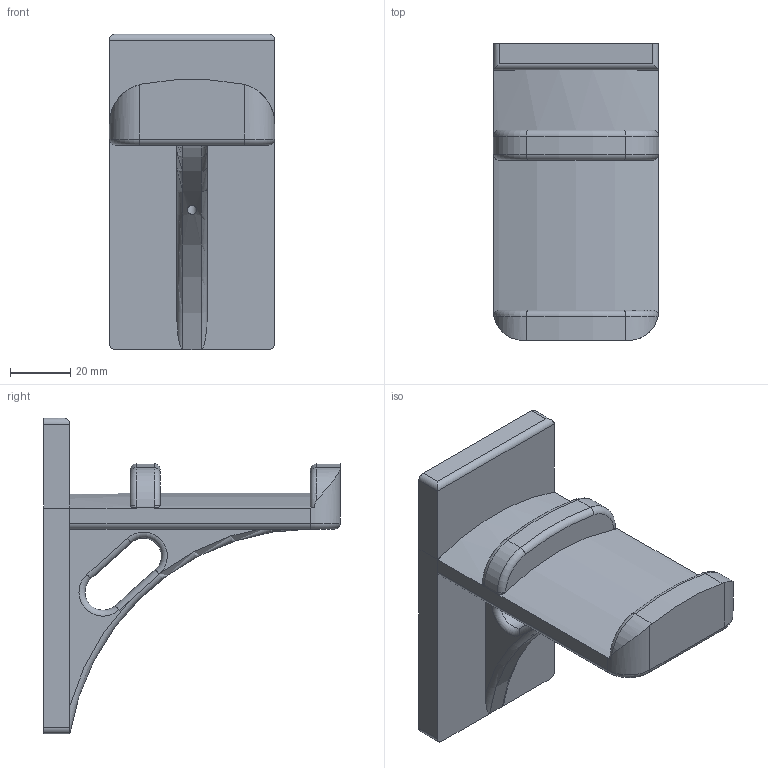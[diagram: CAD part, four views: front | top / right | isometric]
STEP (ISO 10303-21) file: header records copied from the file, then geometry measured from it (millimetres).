
FILE_DESCRIPTION(/* description */ (''),/* implementation_level */ '2;1');
FILE_NAME(/* name */ 'Headphone Mount.step',/* time_stamp */ '2020-09-16T17:49:46-07:00',/* author */ (''),/* organization */ (''),/* preprocessor_version */ 'ST-DEVELOPER v18.1',/* originating_system */ 'Autodesk Translation Framework v9.3.0.1241',/* authorisation */ '');
FILE_SCHEMA (('AUTOMOTIVE_DESIGN { 1 0 10303 214 3 1 1 }'));
Length unit declared in the file: millimetre
Products named in the file (2): Headphone Mount 2; Mount
Assembly tree (1 placements, depth 2):
  Headphone Mount 2
    Mount
Bounding box: 55 x 98.75 x 105 mm (x, y, z)
Volume: 105753.8 mm3; surface area: 35710 mm2
Topology: 2 solids, 2 shells, 97 faces, 242 edges, 149 vertices
Faces by surface type: plane 41, cylinder 35, torus 21
Full cylindrical faces by diameter (mm): 3.2 x3, 4.4 x1, 6 x1
Entity records: 3118 total; most frequent: CARTESIAN_POINT 724, DIRECTION 510, ORIENTED_EDGE 484, EDGE_CURVE 242, AXIS2_PLACEMENT_3D 195, VERTEX_POINT 149, LINE 120, VECTOR 120
